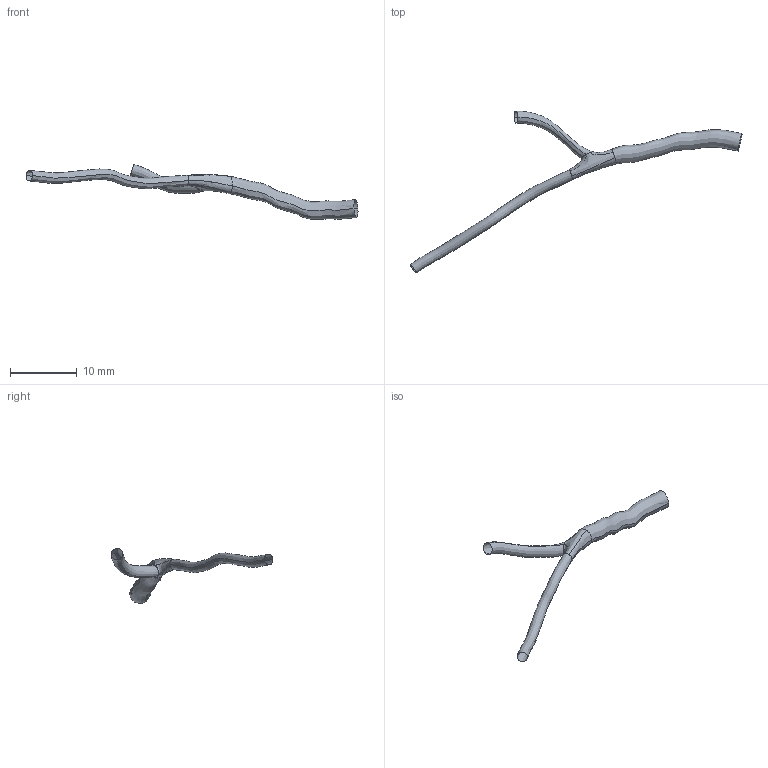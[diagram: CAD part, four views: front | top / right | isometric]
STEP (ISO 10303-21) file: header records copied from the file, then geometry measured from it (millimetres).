
FILE_DESCRIPTION (( 'STEP AP214' ), '1' );
FILE_NAME ('base_01_inlet_3.60_bif_2.0_outlet_2.4_angle_0.STEP', '2020-10-30T03:02:15', ( '' ), ( '' ), 'SwSTEP 2.0', 'SolidWorks 2020', '' );
FILE_SCHEMA (( 'AUTOMOTIVE_DESIGN' ));
Length unit declared in the file: millimetre
Products named in the file (1): base_01_inlet_3.60_bif_2.0_outlet_2.4_angle_0
Bounding box: 49.9 x 24.32 x 8.28 mm (x, y, z)
Surface area: 415 mm2 (no closed solid volume)
Topology: 0 solids, 1 shells, 12 faces, 37 edges, 24 vertices
Faces by surface type: bspline 12
Entity records: 9154 total; most frequent: CARTESIAN_POINT 8898, ORIENTED_EDGE 68, EDGE_CURVE 37, B_SPLINE_CURVE_WITH_KNOTS 31, VERTEX_POINT 24, DIRECTION 14, ADVANCED_FACE 12, EDGE_LOOP 12
